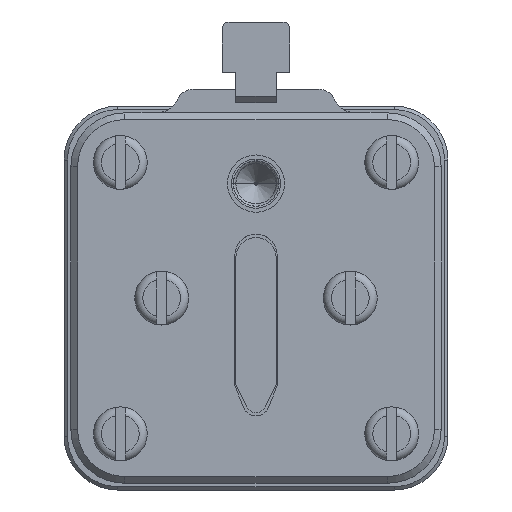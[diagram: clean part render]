
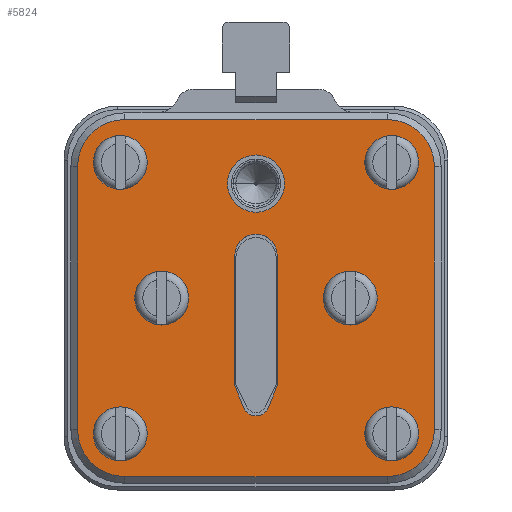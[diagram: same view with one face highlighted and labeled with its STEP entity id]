
A CAD part, front view. The second image highlights one B-rep face of the part: STEP entity #5824.
In plain terms, the highlighted face is planar.
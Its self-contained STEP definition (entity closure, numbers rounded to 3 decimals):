
#4151=DIRECTION('',(0.,0.,1.));
#4152=VECTOR('',#4151,39.);
#4153=CARTESIAN_POINT('',(26.5,3.,-19.5));
#4154=LINE('',#4153,#4152);
#4158=CARTESIAN_POINT('',(19.5,3.,19.5));
#4159=DIRECTION('',(0.,-1.,0.));
#4160=DIRECTION('',(1.,0.,0.));
#4161=AXIS2_PLACEMENT_3D('',#4158,#4159,#4160);
#4166=DIRECTION('',(-1.,0.,0.));
#4167=VECTOR('',#4166,39.);
#4168=CARTESIAN_POINT('',(19.5,3.,26.5));
#4169=LINE('',#4168,#4167);
#4173=CARTESIAN_POINT('',(-19.5,3.,19.5));
#4174=DIRECTION('',(0.,-1.,0.));
#4175=DIRECTION('',(0.,0.,1.));
#4176=AXIS2_PLACEMENT_3D('',#4173,#4174,#4175);
#4181=DIRECTION('',(0.,0.,-1.));
#4182=VECTOR('',#4181,39.);
#4183=CARTESIAN_POINT('',(-26.5,3.,19.5));
#4184=LINE('',#4183,#4182);
#4188=CARTESIAN_POINT('',(-19.5,3.,-19.5));
#4189=DIRECTION('',(0.,-1.,0.));
#4190=DIRECTION('',(-1.,0.,0.));
#4191=AXIS2_PLACEMENT_3D('',#4188,#4189,#4190);
#4196=DIRECTION('',(1.,0.,0.));
#4197=VECTOR('',#4196,39.);
#4198=CARTESIAN_POINT('',(-19.5,3.,-26.5));
#4199=LINE('',#4198,#4197);
#4203=CARTESIAN_POINT('',(19.5,3.,-19.5));
#4204=DIRECTION('',(0.,-1.,0.));
#4205=DIRECTION('',(0.,0.,-1.));
#4206=AXIS2_PLACEMENT_3D('',#4203,#4204,#4205);
#4211=CARTESIAN_POINT('',(20.153,3.,-20.153));
#4212=DIRECTION('',(0.,1.,0.));
#4213=DIRECTION('',(1.,0.,0.));
#4214=AXIS2_PLACEMENT_3D('',#4211,#4212,#4213);
#4219=CARTESIAN_POINT('',(20.153,3.,-20.153));
#4220=DIRECTION('',(0.,1.,0.));
#4221=DIRECTION('',(-1.,0.,0.));
#4222=AXIS2_PLACEMENT_3D('',#4219,#4220,#4221);
#4227=CARTESIAN_POINT('',(-20.153,3.,-20.153));
#4228=DIRECTION('',(0.,1.,0.));
#4229=DIRECTION('',(1.,0.,0.));
#4230=AXIS2_PLACEMENT_3D('',#4227,#4228,#4229);
#4235=CARTESIAN_POINT('',(-20.153,3.,-20.153));
#4236=DIRECTION('',(0.,1.,0.));
#4237=DIRECTION('',(-1.,0.,0.));
#4238=AXIS2_PLACEMENT_3D('',#4235,#4236,#4237);
#4243=CARTESIAN_POINT('',(-20.153,3.,20.153));
#4244=DIRECTION('',(0.,1.,0.));
#4245=DIRECTION('',(1.,0.,0.));
#4246=AXIS2_PLACEMENT_3D('',#4243,#4244,#4245);
#4251=CARTESIAN_POINT('',(-20.153,3.,20.153));
#4252=DIRECTION('',(0.,1.,0.));
#4253=DIRECTION('',(-1.,0.,0.));
#4254=AXIS2_PLACEMENT_3D('',#4251,#4252,#4253);
#4259=CARTESIAN_POINT('',(20.153,3.,20.153));
#4260=DIRECTION('',(0.,1.,0.));
#4261=DIRECTION('',(1.,0.,0.));
#4262=AXIS2_PLACEMENT_3D('',#4259,#4260,#4261);
#4267=CARTESIAN_POINT('',(20.153,3.,20.153));
#4268=DIRECTION('',(0.,1.,0.));
#4269=DIRECTION('',(-1.,0.,0.));
#4270=AXIS2_PLACEMENT_3D('',#4267,#4268,#4269);
#4275=DIRECTION('',(-0.929,0.,0.37));
#4276=VECTOR('',#4275,3.489);
#4277=CARTESIAN_POINT('',(-13.,3.,-3.15));
#4278=LINE('',#4277,#4276);
#4282=CARTESIAN_POINT('',(-15.5,3.,0.));
#4283=DIRECTION('',(0.,1.,0.));
#4284=DIRECTION('',(-0.37,0.,-0.929));
#4285=AXIS2_PLACEMENT_3D('',#4282,#4283,#4284);
#4290=CARTESIAN_POINT('',(-15.5,3.,0.));
#4291=DIRECTION('',(0.,1.,0.));
#4292=DIRECTION('',(-1.,0.,0.));
#4293=AXIS2_PLACEMENT_3D('',#4290,#4291,#4292);
#4298=DIRECTION('',(0.929,0.,0.37));
#4299=VECTOR('',#4298,3.489);
#4300=CARTESIAN_POINT('',(-16.241,3.,1.858));
#4301=LINE('',#4300,#4299);
#4305=CARTESIAN_POINT('',(6.35,3.,0.));
#4306=DIRECTION('',(0.,1.,0.));
#4307=DIRECTION('',(0.,0.,1.));
#4308=AXIS2_PLACEMENT_3D('',#4305,#4306,#4307);
#4313=CARTESIAN_POINT('',(6.35,3.,0.));
#4314=DIRECTION('',(0.,1.,0.));
#4315=DIRECTION('',(1.,0.,0.));
#4316=AXIS2_PLACEMENT_3D('',#4313,#4314,#4315);
#4321=CARTESIAN_POINT('',(17.,3.,0.));
#4322=DIRECTION('',(0.,1.,0.));
#4323=DIRECTION('',(1.,0.,0.));
#4324=AXIS2_PLACEMENT_3D('',#4321,#4322,#4323);
#4329=CARTESIAN_POINT('',(17.,3.,0.));
#4330=DIRECTION('',(0.,1.,0.));
#4331=DIRECTION('',(-1.,0.,0.));
#4332=AXIS2_PLACEMENT_3D('',#4329,#4330,#4331);
#4337=CARTESIAN_POINT('',(0.,3.,-14.));
#4338=DIRECTION('',(0.,1.,0.));
#4339=DIRECTION('',(1.,0.,0.));
#4340=AXIS2_PLACEMENT_3D('',#4337,#4338,#4339);
#4345=CARTESIAN_POINT('',(0.,3.,-14.));
#4346=DIRECTION('',(0.,1.,0.));
#4347=DIRECTION('',(-1.,0.,0.));
#4348=AXIS2_PLACEMENT_3D('',#4345,#4346,#4347);
#4353=CARTESIAN_POINT('',(0.,3.,14.));
#4354=DIRECTION('',(0.,1.,0.));
#4355=DIRECTION('',(1.,0.,0.));
#4356=AXIS2_PLACEMENT_3D('',#4353,#4354,#4355);
#4361=CARTESIAN_POINT('',(0.,3.,14.));
#4362=DIRECTION('',(0.,1.,0.));
#4363=DIRECTION('',(-1.,0.,0.));
#4364=AXIS2_PLACEMENT_3D('',#4361,#4362,#4363);
#4898=DIRECTION('',(1.,0.,0.));
#4899=VECTOR('',#4898,19.35);
#4900=CARTESIAN_POINT('',(-13.,3.,-3.15));
#4901=LINE('',#4900,#4899);
#4926=DIRECTION('',(-1.,0.,0.));
#4927=VECTOR('',#4926,19.35);
#4928=CARTESIAN_POINT('',(6.35,3.,3.15));
#4929=LINE('',#4928,#4927);
#5357=CARTESIAN_POINT('',(17.503,3.,-20.153));
#5358=VERTEX_POINT('',#5357);
#5359=CARTESIAN_POINT('',(22.803,3.,-20.153));
#5360=VERTEX_POINT('',#5359);
#5361=CARTESIAN_POINT('',(26.5,3.,-19.5));
#5362=CARTESIAN_POINT('',(26.5,3.,19.5));
#5363=VERTEX_POINT('',#5361);
#5364=VERTEX_POINT('',#5362);
#5365=CARTESIAN_POINT('',(19.5,3.,26.5));
#5366=VERTEX_POINT('',#5365);
#5367=CARTESIAN_POINT('',(-19.5,3.,26.5));
#5368=VERTEX_POINT('',#5367);
#5369=CARTESIAN_POINT('',(-26.5,3.,19.5));
#5370=VERTEX_POINT('',#5369);
#5371=CARTESIAN_POINT('',(-26.5,3.,-19.5));
#5372=VERTEX_POINT('',#5371);
#5373=CARTESIAN_POINT('',(-19.5,3.,-26.5));
#5374=VERTEX_POINT('',#5373);
#5375=CARTESIAN_POINT('',(19.5,3.,-26.5));
#5376=VERTEX_POINT('',#5375);
#5377=CARTESIAN_POINT('',(-17.503,3.,-20.153));
#5378=CARTESIAN_POINT('',(-22.803,3.,-20.153));
#5379=VERTEX_POINT('',#5377);
#5380=VERTEX_POINT('',#5378);
#5381=CARTESIAN_POINT('',(-17.503,3.,20.153));
#5382=CARTESIAN_POINT('',(-22.803,3.,20.153));
#5383=VERTEX_POINT('',#5381);
#5384=VERTEX_POINT('',#5382);
#5385=CARTESIAN_POINT('',(22.803,3.,20.153));
#5386=CARTESIAN_POINT('',(17.503,3.,20.153));
#5387=VERTEX_POINT('',#5385);
#5388=VERTEX_POINT('',#5386);
#5389=CARTESIAN_POINT('',(-13.,3.,-3.15));
#5390=CARTESIAN_POINT('',(6.35,3.,-3.15));
#5391=VERTEX_POINT('',#5389);
#5392=VERTEX_POINT('',#5390);
#5393=CARTESIAN_POINT('',(-16.241,3.,-1.858));
#5394=VERTEX_POINT('',#5393);
#5395=CARTESIAN_POINT('',(-17.5,3.,0.));
#5396=VERTEX_POINT('',#5395);
#5397=CARTESIAN_POINT('',(-16.241,3.,1.858));
#5398=VERTEX_POINT('',#5397);
#5399=CARTESIAN_POINT('',(-13.,3.,3.15));
#5400=VERTEX_POINT('',#5399);
#5401=CARTESIAN_POINT('',(6.35,3.,3.15));
#5402=VERTEX_POINT('',#5401);
#5403=CARTESIAN_POINT('',(9.5,3.,0.));
#5404=VERTEX_POINT('',#5403);
#5405=CARTESIAN_POINT('',(20.375,3.,0.));
#5406=CARTESIAN_POINT('',(13.625,3.,0.));
#5407=VERTEX_POINT('',#5405);
#5408=VERTEX_POINT('',#5406);
#5409=CARTESIAN_POINT('',(3.1,3.,-14.));
#5410=CARTESIAN_POINT('',(-3.1,3.,-14.));
#5411=VERTEX_POINT('',#5409);
#5412=VERTEX_POINT('',#5410);
#5413=CARTESIAN_POINT('',(3.1,3.,14.));
#5414=CARTESIAN_POINT('',(-3.1,3.,14.));
#5415=VERTEX_POINT('',#5413);
#5416=VERTEX_POINT('',#5414);
#5742=CARTESIAN_POINT('',(0.,3.,0.));
#5743=DIRECTION('',(0.,1.,0.));
#5744=DIRECTION('',(1.,0.,0.));
#5745=AXIS2_PLACEMENT_3D('',#5742,#5743,#5744);
#5746=PLANE('',#5745);
#5748=ORIENTED_EDGE('',*,*,#5747,.T.);
#5749=ORIENTED_EDGE('',*,*,#5732,.T.);
#5751=ORIENTED_EDGE('',*,*,#5750,.T.);
#5753=ORIENTED_EDGE('',*,*,#5752,.T.);
#5755=ORIENTED_EDGE('',*,*,#5754,.T.);
#5757=ORIENTED_EDGE('',*,*,#5756,.T.);
#5759=ORIENTED_EDGE('',*,*,#5758,.T.);
#5761=ORIENTED_EDGE('',*,*,#5760,.T.);
#5762=EDGE_LOOP('',(#5748,#5749,#5751,#5753,#5755,#5757,#5759,#5761));
#5763=FACE_OUTER_BOUND('',#5762,.F.);
#5765=ORIENTED_EDGE('',*,*,#5764,.T.);
#5767=ORIENTED_EDGE('',*,*,#5766,.T.);
#5768=EDGE_LOOP('',(#5765,#5767));
#5769=FACE_BOUND('',#5768,.F.);
#5771=ORIENTED_EDGE('',*,*,#5770,.T.);
#5773=ORIENTED_EDGE('',*,*,#5772,.T.);
#5774=EDGE_LOOP('',(#5771,#5773));
#5775=FACE_BOUND('',#5774,.F.);
#5777=ORIENTED_EDGE('',*,*,#5776,.T.);
#5779=ORIENTED_EDGE('',*,*,#5778,.T.);
#5780=EDGE_LOOP('',(#5777,#5779));
#5781=FACE_BOUND('',#5780,.F.);
#5783=ORIENTED_EDGE('',*,*,#5782,.T.);
#5785=ORIENTED_EDGE('',*,*,#5784,.T.);
#5786=EDGE_LOOP('',(#5783,#5785));
#5787=FACE_BOUND('',#5786,.F.);
#5789=ORIENTED_EDGE('',*,*,#5788,.F.);
#5791=ORIENTED_EDGE('',*,*,#5790,.T.);
#5793=ORIENTED_EDGE('',*,*,#5792,.T.);
#5795=ORIENTED_EDGE('',*,*,#5794,.T.);
#5797=ORIENTED_EDGE('',*,*,#5796,.T.);
#5799=ORIENTED_EDGE('',*,*,#5798,.F.);
#5801=ORIENTED_EDGE('',*,*,#5800,.T.);
#5803=ORIENTED_EDGE('',*,*,#5802,.T.);
#5804=EDGE_LOOP('',(#5789,#5791,#5793,#5795,#5797,#5799,#5801,#5803));
#5805=FACE_BOUND('',#5804,.F.);
#5807=ORIENTED_EDGE('',*,*,#5806,.T.);
#5809=ORIENTED_EDGE('',*,*,#5808,.T.);
#5810=EDGE_LOOP('',(#5807,#5809));
#5811=FACE_BOUND('',#5810,.F.);
#5813=ORIENTED_EDGE('',*,*,#5812,.T.);
#5815=ORIENTED_EDGE('',*,*,#5814,.T.);
#5816=EDGE_LOOP('',(#5813,#5815));
#5817=FACE_BOUND('',#5816,.F.);
#5819=ORIENTED_EDGE('',*,*,#5818,.T.);
#5821=ORIENTED_EDGE('',*,*,#5820,.T.);
#5822=EDGE_LOOP('',(#5819,#5821));
#5823=FACE_BOUND('',#5822,.F.);
#4162=CIRCLE('',#4161,7.);
#4177=CIRCLE('',#4176,7.);
#4192=CIRCLE('',#4191,7.);
#4207=CIRCLE('',#4206,7.);
#4215=CIRCLE('',#4214,2.65);
#4223=CIRCLE('',#4222,2.65);
#4231=CIRCLE('',#4230,2.65);
#4239=CIRCLE('',#4238,2.65);
#4247=CIRCLE('',#4246,2.65);
#4255=CIRCLE('',#4254,2.65);
#4263=CIRCLE('',#4262,2.65);
#4271=CIRCLE('',#4270,2.65);
#4286=CIRCLE('',#4285,2.);
#4294=CIRCLE('',#4293,2.);
#4309=CIRCLE('',#4308,3.15);
#4317=CIRCLE('',#4316,3.15);
#4325=CIRCLE('',#4324,3.375);
#4333=CIRCLE('',#4332,3.375);
#4341=CIRCLE('',#4340,3.1);
#4349=CIRCLE('',#4348,3.1);
#4357=CIRCLE('',#4356,3.1);
#4365=CIRCLE('',#4364,3.1);
#5732=EDGE_CURVE('',#5364,#5366,#4162,.T.);
#5747=EDGE_CURVE('',#5363,#5364,#4154,.T.);
#5750=EDGE_CURVE('',#5366,#5368,#4169,.T.);
#5752=EDGE_CURVE('',#5368,#5370,#4177,.T.);
#5754=EDGE_CURVE('',#5370,#5372,#4184,.T.);
#5756=EDGE_CURVE('',#5372,#5374,#4192,.T.);
#5758=EDGE_CURVE('',#5374,#5376,#4199,.T.);
#5760=EDGE_CURVE('',#5376,#5363,#4207,.T.);
#5764=EDGE_CURVE('',#5360,#5358,#4215,.T.);
#5766=EDGE_CURVE('',#5358,#5360,#4223,.T.);
#5770=EDGE_CURVE('',#5379,#5380,#4231,.T.);
#5772=EDGE_CURVE('',#5380,#5379,#4239,.T.);
#5776=EDGE_CURVE('',#5383,#5384,#4247,.T.);
#5778=EDGE_CURVE('',#5384,#5383,#4255,.T.);
#5782=EDGE_CURVE('',#5387,#5388,#4263,.T.);
#5784=EDGE_CURVE('',#5388,#5387,#4271,.T.);
#5788=EDGE_CURVE('',#5391,#5392,#4901,.T.);
#5790=EDGE_CURVE('',#5391,#5394,#4278,.T.);
#5792=EDGE_CURVE('',#5394,#5396,#4286,.T.);
#5794=EDGE_CURVE('',#5396,#5398,#4294,.T.);
#5796=EDGE_CURVE('',#5398,#5400,#4301,.T.);
#5798=EDGE_CURVE('',#5402,#5400,#4929,.T.);
#5800=EDGE_CURVE('',#5402,#5404,#4309,.T.);
#5802=EDGE_CURVE('',#5404,#5392,#4317,.T.);
#5806=EDGE_CURVE('',#5407,#5408,#4325,.T.);
#5808=EDGE_CURVE('',#5408,#5407,#4333,.T.);
#5812=EDGE_CURVE('',#5411,#5412,#4341,.T.);
#5814=EDGE_CURVE('',#5412,#5411,#4349,.T.);
#5818=EDGE_CURVE('',#5415,#5416,#4357,.T.);
#5820=EDGE_CURVE('',#5416,#5415,#4365,.T.);
#5824=ADVANCED_FACE('',(#5763,#5769,#5775,#5781,#5787,#5805,#5811,#5817,#5823),
#5746,.T.);
